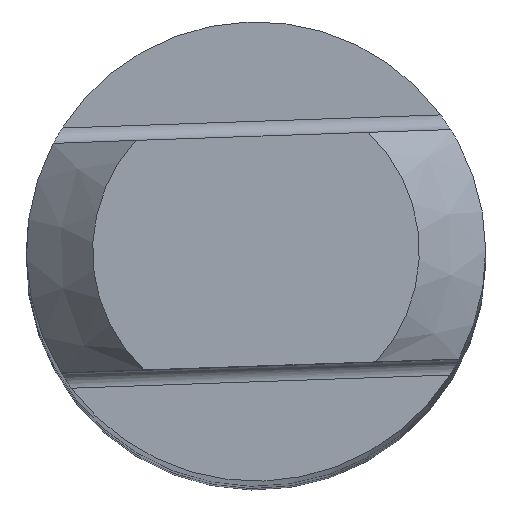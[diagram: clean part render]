
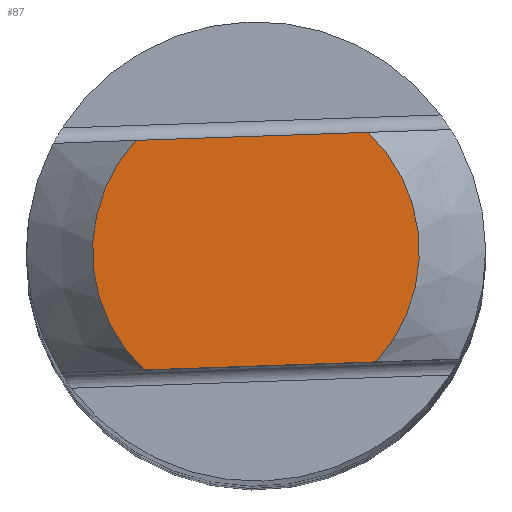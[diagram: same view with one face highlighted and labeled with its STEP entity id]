
A CAD part, top view. The second image highlights one B-rep face of the part: STEP entity #87.
In plain terms, the highlighted planar face has unit normal (0, 0, 1).
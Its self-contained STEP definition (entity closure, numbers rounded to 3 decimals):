
#35=LINE('',#528,#45);
#36=LINE('',#529,#46);
#45=VECTOR('',#367,1.);
#46=VECTOR('',#368,1.);
#87=ADVANCED_FACE('',(#108),#98,.F.);
#98=PLANE('',#313);
#108=FACE_OUTER_BOUND('',#124,.T.);
#124=EDGE_LOOP('',(#161,#162,#163,#164));
#161=ORIENTED_EDGE('',*,*,#237,.F.);
#162=ORIENTED_EDGE('',*,*,#233,.T.);
#163=ORIENTED_EDGE('',*,*,#238,.F.);
#164=ORIENTED_EDGE('',*,*,#235,.T.);
#210=VERTEX_POINT('',#508);
#211=VERTEX_POINT('',#513);
#212=VERTEX_POINT('',#520);
#213=VERTEX_POINT('',#522);
#233=EDGE_CURVE('',#210,#211,#252,.T.);
#235=EDGE_CURVE('',#213,#212,#253,.T.);
#237=EDGE_CURVE('',#210,#212,#35,.T.);
#238=EDGE_CURVE('',#213,#211,#36,.T.);
#252=CIRCLE('',#309,2.134);
#253=CIRCLE('',#311,2.134);
#309=AXIS2_PLACEMENT_3D('',#514,#359,#360);
#311=AXIS2_PLACEMENT_3D('',#521,#363,#364);
#313=AXIS2_PLACEMENT_3D('',#530,#369,#370);
#359=DIRECTION('',(0.,0.,1.));
#360=DIRECTION('',(0.877,0.481,0.));
#363=DIRECTION('',(0.,0.,1.));
#364=DIRECTION('',(0.877,0.481,0.));
#367=DIRECTION('',(-0.999,-0.035,0.));
#368=DIRECTION('',(0.999,0.035,0.));
#369=DIRECTION('',(0.,0.,-1.));
#370=DIRECTION('',(-0.877,-0.481,0.));
#508=CARTESIAN_POINT('',(1.569,-1.446,0.));
#513=CARTESIAN_POINT('',(1.465,1.552,0.));
#514=CARTESIAN_POINT('',(0.,0.,0.));
#520=CARTESIAN_POINT('',(-1.465,-1.552,0.));
#521=CARTESIAN_POINT('',(0.,0.,0.));
#522=CARTESIAN_POINT('',(-1.569,1.446,0.));
#528=CARTESIAN_POINT('',(-0.909,-1.532,0.));
#529=CARTESIAN_POINT('',(-1.013,1.466,0.));
#530=CARTESIAN_POINT('',(-1.027,1.871,0.));
